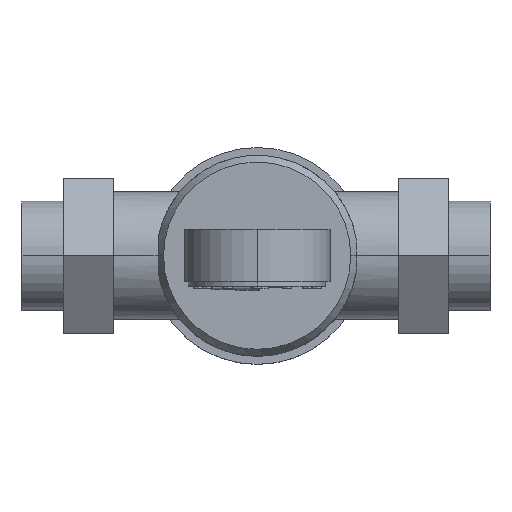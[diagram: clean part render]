
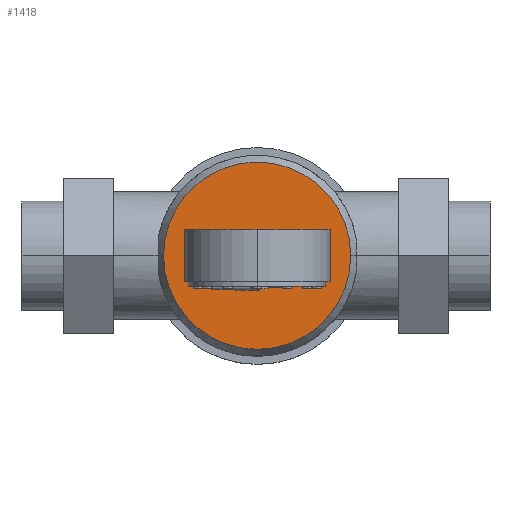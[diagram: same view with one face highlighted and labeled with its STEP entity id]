
A CAD part, top view. The second image highlights one B-rep face of the part: STEP entity #1418.
In plain terms, the highlighted planar face has unit normal (0, 0, 1).
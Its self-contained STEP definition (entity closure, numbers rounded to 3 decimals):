
#606=EDGE_CURVE('',#936,#1460,#1751,.T.);
#702=EDGE_CURVE('',#1460,#936,#1855,.T.);
#936=VERTEX_POINT('',#2123);
#1088=VERTEX_POINT('',#2295);
#1160=EDGE_CURVE('',#1088,#1180,#2372,.T.);
#1180=VERTEX_POINT('',#2394);
#1418=ADVANCED_FACE('',(#2661,#2662),#2663,.T.);
#1460=VERTEX_POINT('',#2710);
#1462=EDGE_CURVE('',#1180,#1088,#2712,.T.);
#1751=CIRCLE('',#3034,8.0);
#1855=CIRCLE('',#3177,8.0);
#2123=CARTESIAN_POINT('',(8.0,0.0,32.0));
#2295=CARTESIAN_POINT('',(41.0,0.0,32.0));
#2372=CIRCLE('',#4070,41.0);
#2394=CARTESIAN_POINT('',(-41.0,0.,32.0));
#2661=FACE_OUTER_BOUND('',#4726,.T.);
#2662=FACE_BOUND('',#4727,.T.);
#2663=PLANE('',#4728);
#2710=CARTESIAN_POINT('',(-8.0,0.,32.0));
#2712=CIRCLE('',#4805,41.0);
#3034=AXIS2_PLACEMENT_3D('',#5340,#5341,#5342);
#3177=AXIS2_PLACEMENT_3D('',#5444,#5445,#5446);
#4070=AXIS2_PLACEMENT_3D('',#6056,#6057,#6058);
#4726=EDGE_LOOP('',(#6383,#6384));
#4727=EDGE_LOOP('',(#6385,#6386));
#4728=AXIS2_PLACEMENT_3D('',#6387,#6388,#6389);
#4805=AXIS2_PLACEMENT_3D('',#6449,#6450,#6451);
#5340=CARTESIAN_POINT('',(0.0,0.0,32.0));
#5341=DIRECTION('',(0.0,0.0,-1.0));
#5342=DIRECTION('',(1.0,0.0,0.0));
#5444=CARTESIAN_POINT('',(0.0,0.0,32.0));
#5445=DIRECTION('',(0.0,0.0,-1.0));
#5446=DIRECTION('',(1.0,0.0,0.0));
#6056=CARTESIAN_POINT('',(0.0,0.0,32.0));
#6057=DIRECTION('',(0.0,0.0,1.0));
#6058=DIRECTION('',(1.0,0.0,0.0));
#6383=ORIENTED_EDGE('',*,*,#1160,.T.);
#6384=ORIENTED_EDGE('',*,*,#1462,.T.);
#6385=ORIENTED_EDGE('',*,*,#606,.T.);
#6386=ORIENTED_EDGE('',*,*,#702,.T.);
#6387=CARTESIAN_POINT('',(20.5,0.0,32.0));
#6388=DIRECTION('',(0.0,0.0,1.0));
#6389=DIRECTION('',(1.0,0.0,0.0));
#6449=CARTESIAN_POINT('',(0.0,0.0,32.0));
#6450=DIRECTION('',(0.0,0.0,1.0));
#6451=DIRECTION('',(1.0,0.0,0.0));
